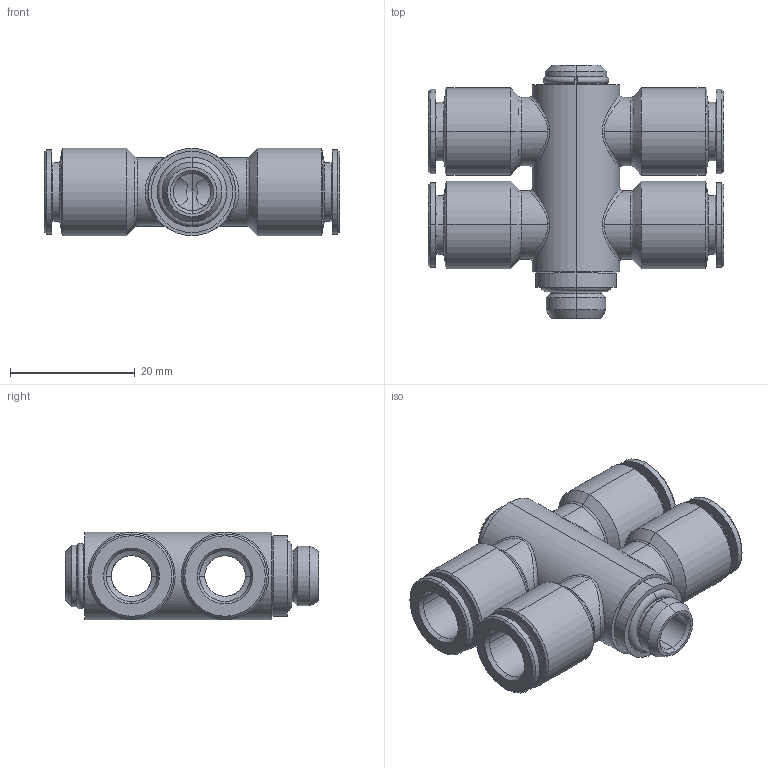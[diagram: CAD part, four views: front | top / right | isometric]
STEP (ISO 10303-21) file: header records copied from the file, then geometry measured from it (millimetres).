
FILE_DESCRIPTION (( 'STEP AP203' ), '1' );
FILE_NAME ('A0320041.STEP', '2009-12-15T13:52:43', ( 'Gabriele' ), ( 'C.Matic srl' ), 'SwSTEP 2.0', 'SolidWorks 2009', '' );
FILE_SCHEMA (( 'CONFIG_CONTROL_DESIGN' ));
Length unit declared in the file: millimetre
Products named in the file (1): A0320041
Bounding box: 47.4 x 40.6 x 14 mm (x, y, z)
Volume: 9730.8 mm3; surface area: 8149.1 mm2
Topology: 1 solids, 1 shells, 191 faces, 430 edges, 255 vertices
Faces by surface type: cone 72, cylinder 67, plane 33, torus 11, bspline 8
Entity records: 9862 total; most frequent: CARTESIAN_POINT 5472, DIRECTION 969, ORIENTED_EDGE 852, EDGE_CURVE 426, AXIS2_PLACEMENT_3D 404, VERTEX_POINT 255, CIRCLE 220, EDGE_LOOP 217
